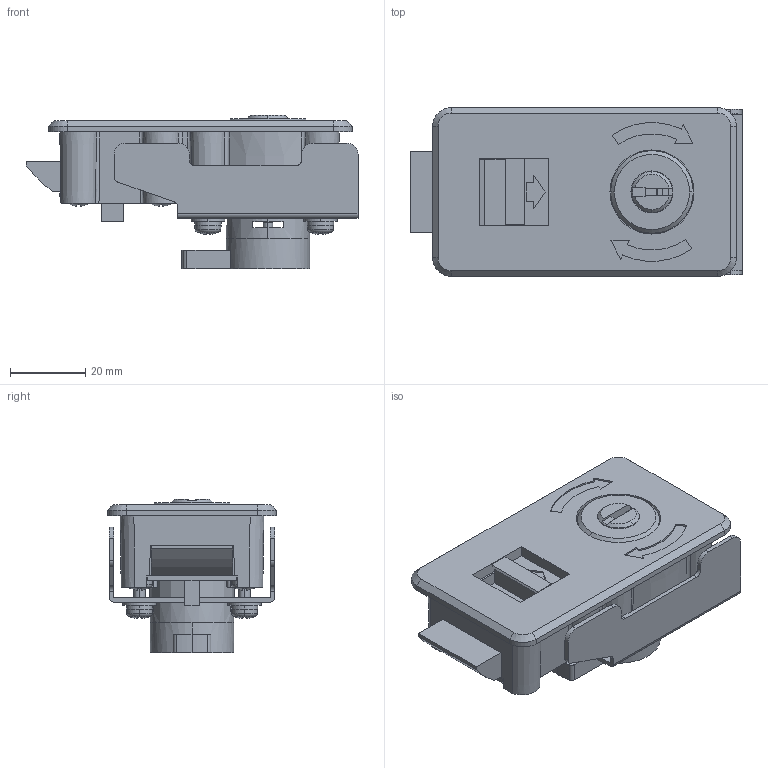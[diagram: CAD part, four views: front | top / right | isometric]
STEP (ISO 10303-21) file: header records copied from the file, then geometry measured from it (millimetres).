
FILE_DESCRIPTION (( 'STEP AP203' ), '1' );
FILE_NAME ('CP-500.STEP', '2020-07-10T02:00:56', ( '' ), ( '' ), 'SwSTEP 2.0', 'SolidWorks 2018', '' );
FILE_SCHEMA (( 'CONFIG_CONTROL_DESIGN' ));
Length unit declared in the file: millimetre
Products named in the file (18): CP-500_C-187-12座金_; CP-500_止め金具; CP-500_C-187-12僴僂僕儞僌_; CP-500_C-187-12儘乕僞乕_; CP-500_宅配ボックスラッチ錠_ストッパー; CP-500_C-187-12僇儉_; CP-500_宅配ボックスラッチ錠_ハウジング_part2; CP-500_裏板_公開用; CP-500; CP-500_C-187-12M7僫僢僩; CP-500_宅配ボックスラッチ錠_ロックレバー; CP-500_十字穴付小ねじ_内径基準ver1.02_M4x8十字穴付なべ小ねじ(SUS); CP-500_M19ナット; CP-500_十字穴付小ねじ_内径基準ver1.02_M4x10十字穴付なべ小ねじ(SUS)ダブルセムス(P3); CP-500_宅配ボックスラッチ錠_ラッチ_公開用; CP-500_C-187-12_; CP-500_十字穴付小ねじ_内径基準ver1.02_M3×10十字穴付なべ小ねじ(SUS)ダブルセムス（P3）; CP-500_宅配ボックスラッチ錠_ラッチ作動レバー_公開用
Assembly tree (23 placements, depth 3):
  CP-500
    CP-500_宅配ボックスラッチ錠_ハウジング_part2
    CP-500_宅配ボックスラッチ錠_ラッチ_公開用
    CP-500_宅配ボックスラッチ錠_ラッチ作動レバー_公開用
    CP-500_C-187-12_
      CP-500_C-187-12僴僂僕儞僌_
      CP-500_C-187-12儘乕僞乕_
      CP-500_C-187-12僇儉_
      CP-500_M19ナット
      CP-500_C-187-12座金_
      CP-500_C-187-12M7僫僢僩
    CP-500_宅配ボックスラッチ錠_ストッパー
    CP-500_宅配ボックスラッチ錠_ロックレバー
    CP-500_裏板_公開用
    CP-500_止め金具
    CP-500_十字穴付小ねじ_内径基準ver1.02_M4x8十字穴付なべ小ねじ(SUS)  x4
    CP-500_十字穴付小ねじ_内径基準ver1.02_M4x10十字穴付なべ小ねじ(SUS)ダブルセムス(P3)  x4
    CP-500_十字穴付小ねじ_内径基準ver1.02_M3×10十字穴付なべ小ねじ(SUS)ダブルセムス（P3）
Bounding box: 88.5 x 45 x 41 mm (x, y, z)
Volume: 51764.9 mm3; surface area: 46082.8 mm2
Topology: 22 solids, 22 shells, 896 faces, 2382 edges, 1560 vertices
Faces by surface type: plane 469, cylinder 260, cone 107, bspline 24, torus 18, sphere 18
Entity records: 23967 total; most frequent: CARTESIAN_POINT 5159, ORIENTED_EDGE 3558, DIRECTION 3484, EDGE_CURVE 1779, AXIS2_PLACEMENT_3D 1274, VERTEX_POINT 1170, LINE 936, VECTOR 936
